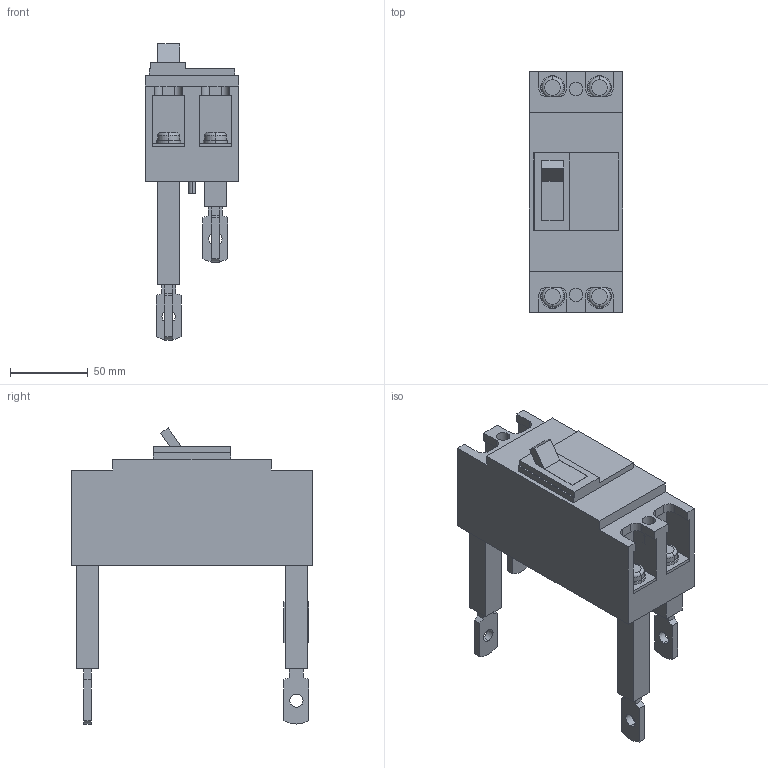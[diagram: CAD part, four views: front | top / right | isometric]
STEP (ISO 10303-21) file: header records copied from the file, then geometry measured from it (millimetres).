
FILE_DESCRIPTION(('CoCreate Modeling STEP Export'),'2;1');
FILE_NAME('Ｓ１００ＮＦ２Ｒ.stp','2016-03-31T14:53:48',(''),(''),'CoCreate Modeling STEP processor for AP214 (Solid Model)','CoCreate Modeling 17.0 01-Apr-2010 (C) Parametric Technology GmbH','');
FILE_SCHEMA(('AUTOMOTIVE_DESIGN { 1 0 10303 214 1 1 1 1 }'));
Length unit declared in the file: millimetre
Products named in the file (9): p4; p1; p3.3; p3; p2.1; p2.2; p3.1; p3.2; Ｓ１００ＮＦ２Ｒ
Assembly tree (11 placements, depth 2):
  Ｓ１００ＮＦ２Ｒ
    p4  x4
    p3.2
    p3.1
    p2.2
    p2.1
    p3
    p3.3
    p1
Bounding box: 60 x 155 x 190 mm (x, y, z)
Volume: 609442.4 mm3; surface area: 85568.9 mm2
Topology: 11 solids, 11 shells, 252 faces, 602 edges, 398 vertices
Faces by surface type: plane 156, cylinder 88, torus 8
Entity records: 6691 total; most frequent: ORIENTED_EDGE 1072, CARTESIAN_POINT 1024, DIRECTION 952, EDGE_CURVE 536, VECTOR 384, LINE 384, VERTEX_POINT 356, AXIS2_PLACEMENT_3D 284
